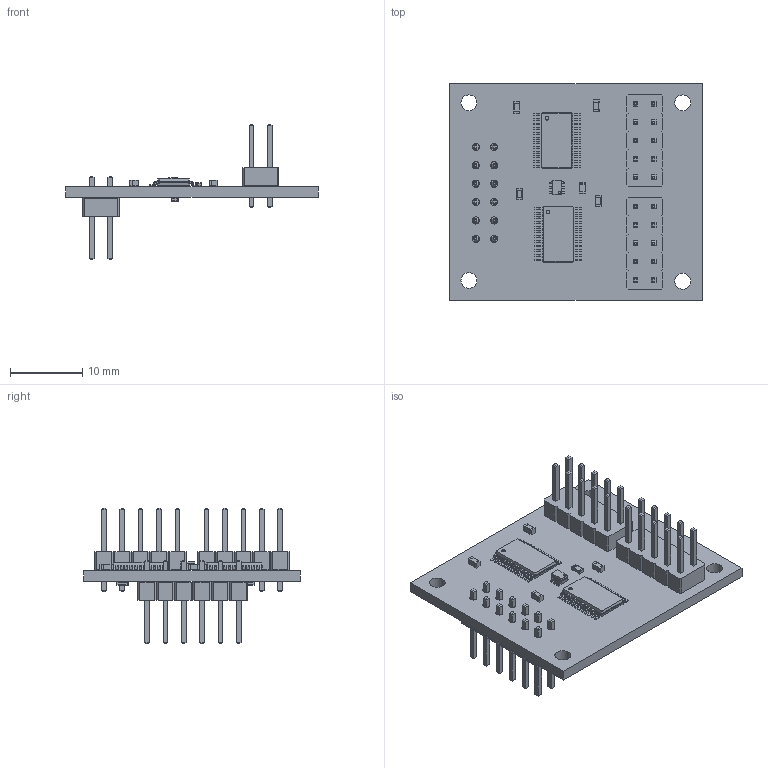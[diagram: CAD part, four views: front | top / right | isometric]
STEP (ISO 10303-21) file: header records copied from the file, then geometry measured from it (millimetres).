
FILE_DESCRIPTION(('KiCad electronic assembly'),'2;1');
FILE_NAME('SN74LVC145.step','2025-04-21T10:40:25',('Pcbnew'),('Kicad'), 'Open CASCADE STEP processor 7.6','KiCad to STEP converter','Unknown' );
FILE_SCHEMA(('AUTOMOTIVE_DESIGN { 1 0 10303 214 1 1 1 1 }'));
Length unit declared in the file: millimetre
Products named in the file (8): SN74LVC145 1; R_0603_1608Metric; PinHeader_2x05_P2.54mm_Vertical; SN74LVC145 1.3; C_0603_1608Metric; TSSOP-24_4.4x7.8mm_P0.65mm; PinHeader_2x06_P2.54mm_Vertical; SN74LVC145_PCB
Assembly tree (14 placements, depth 2):
  SN74LVC145 1
    R_0603_1608Metric  x3
    PinHeader_2x05_P2.54mm_Vertical  x2
    SN74LVC145 1.3
    C_0603_1608Metric  x4
    TSSOP-24_4.4x7.8mm_P0.65mm  x2
    PinHeader_2x06_P2.54mm_Vertical
    SN74LVC145_PCB
Bounding box: 35 x 30 x 18.76 mm (x, y, z)
Volume: 2227.7 mm3; surface area: 4109 mm2
Topology: 21 solids, 21 shells, 1801 faces, 4536 edges, 2852 vertices
Faces by surface type: plane 1375, cylinder 330, bspline 96
Full cylindrical faces by diameter (mm): 0.5 x2, 1 x32, 2.2 x4
Entity records: 30948 total; most frequent: CARTESIAN_POINT 5525, ORIENTED_EDGE 5258, DIRECTION 5003, EDGE_CURVE 2629, LINE 2235, VECTOR 2235, VERTEX_POINT 1650, AXIS2_PLACEMENT_3D 1384
